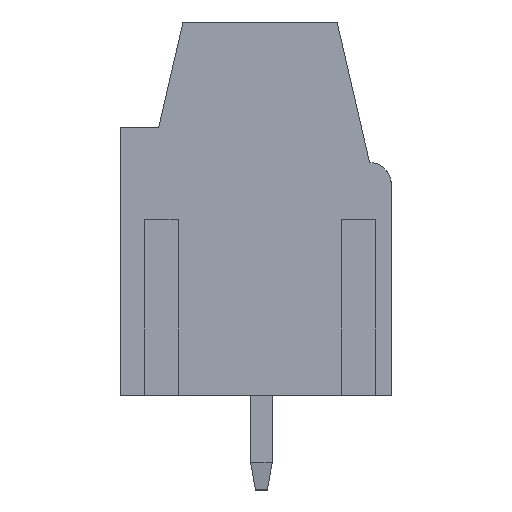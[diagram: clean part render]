
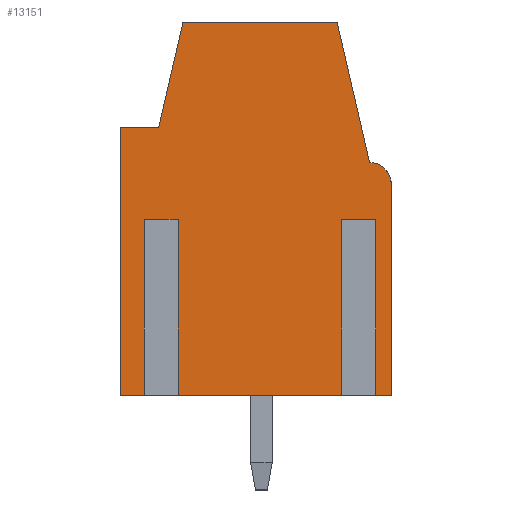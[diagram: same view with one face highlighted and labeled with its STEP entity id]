
A CAD part, left-side view. The second image highlights one B-rep face of the part: STEP entity #13151.
In plain terms, the highlighted planar face has unit normal (-1, 0, 0).
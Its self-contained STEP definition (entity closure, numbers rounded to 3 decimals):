
#13058=AXIS2_PLACEMENT_3D('Plane Axis2P3D',#13055,#13056,#13057) ;
#11867=CARTESIAN_POINT('Vertex',(0.55,10.,13.4)) ;
#11951=CARTESIAN_POINT('Vertex',(0.55,10.,3.5)) ;
#11954=CARTESIAN_POINT('Line Origine',(0.55,10.,8.45)) ;
#12011=CARTESIAN_POINT('Vertex',(0.55,7.7,17.3)) ;
#12060=CARTESIAN_POINT('Vertex',(0.55,8.6,13.4)) ;
#12063=CARTESIAN_POINT('Line Origine',(0.55,8.15,15.35)) ;
#12132=CARTESIAN_POINT('Line Origine',(0.55,9.3,13.4)) ;
#12482=CARTESIAN_POINT('Vertex',(0.55,0.,3.5)) ;
#12485=CARTESIAN_POINT('Line Origine',(0.55,0.447,3.5)) ;
#12489=CARTESIAN_POINT('Vertex',(0.55,0.894,3.5)) ;
#12510=CARTESIAN_POINT('Vertex',(0.55,1.506,3.5)) ;
#12513=CARTESIAN_POINT('Line Origine',(0.55,4.85,3.5)) ;
#12517=CARTESIAN_POINT('Vertex',(0.55,8.194,3.5)) ;
#12538=CARTESIAN_POINT('Vertex',(0.55,8.806,3.5)) ;
#12541=CARTESIAN_POINT('Line Origine',(0.55,9.403,3.5)) ;
#13055=CARTESIAN_POINT('Axis2P3D Location',(0.55,10.,0.)) ;
#13060=CARTESIAN_POINT('Line Origine',(0.55,1.506,6.75)) ;
#13064=CARTESIAN_POINT('Vertex',(0.55,1.506,10.)) ;
#13067=CARTESIAN_POINT('Line Origine',(0.55,1.2,10.)) ;
#13071=CARTESIAN_POINT('Vertex',(0.55,0.894,10.)) ;
#13074=CARTESIAN_POINT('Line Origine',(0.55,0.894,6.75)) ;
#13079=CARTESIAN_POINT('Line Origine',(0.55,0.,7.4)) ;
#13083=CARTESIAN_POINT('Vertex',(0.55,0.,11.3)) ;
#13087=CARTESIAN_POINT('Control Point',(0.55,0.8,12.1)) ;
#13088=CARTESIAN_POINT('Control Point',(0.55,0.712,12.1)) ;
#13089=CARTESIAN_POINT('Control Point',(0.55,0.625,12.088)) ;
#13090=CARTESIAN_POINT('Control Point',(0.55,0.539,12.064)) ;
#13091=CARTESIAN_POINT('Control Point',(0.55,0.377,11.993)) ;
#13092=CARTESIAN_POINT('Control Point',(0.55,0.24,11.881)) ;
#13093=CARTESIAN_POINT('Control Point',(0.55,0.18,11.816)) ;
#13094=CARTESIAN_POINT('Control Point',(0.55,0.085,11.681)) ;
#13095=CARTESIAN_POINT('Control Point',(0.55,0.027,11.527)) ;
#13096=CARTESIAN_POINT('Control Point',(0.55,0.009,11.452)) ;
#13097=CARTESIAN_POINT('Control Point',(0.55,0.,11.376)) ;
#13098=CARTESIAN_POINT('Control Point',(0.55,0.,11.3)) ;
#13099=CARTESIAN_POINT('Vertex',(0.55,0.8,12.1)) ;
#13102=CARTESIAN_POINT('Line Origine',(0.55,1.4,14.7)) ;
#13106=CARTESIAN_POINT('Vertex',(0.55,2.001,17.3)) ;
#13109=CARTESIAN_POINT('Line Origine',(0.55,4.85,17.3)) ;
#13114=CARTESIAN_POINT('Line Origine',(0.55,8.806,6.75)) ;
#13118=CARTESIAN_POINT('Vertex',(0.55,8.806,10.)) ;
#13121=CARTESIAN_POINT('Line Origine',(0.55,8.5,10.)) ;
#13125=CARTESIAN_POINT('Vertex',(0.55,8.194,10.)) ;
#13128=CARTESIAN_POINT('Line Origine',(0.55,8.194,6.75)) ;
#11955=DIRECTION('Vector Direction',(0.,0.,1.)) ;
#12064=DIRECTION('Vector Direction',(0.,-0.225,0.974)) ;
#12133=DIRECTION('Vector Direction',(0.,-1.,0.)) ;
#12486=DIRECTION('Vector Direction',(0.,1.,0.)) ;
#12514=DIRECTION('Vector Direction',(0.,1.,0.)) ;
#12542=DIRECTION('Vector Direction',(0.,1.,0.)) ;
#13056=DIRECTION('Axis2P3D Direction',(1.,0.,0.)) ;
#13057=DIRECTION('Axis2P3D XDirection',(0.,0.,-1.)) ;
#13061=DIRECTION('Vector Direction',(0.,0.,1.)) ;
#13068=DIRECTION('Vector Direction',(0.,1.,0.)) ;
#13075=DIRECTION('Vector Direction',(0.,0.,1.)) ;
#13080=DIRECTION('Vector Direction',(0.,0.,-1.)) ;
#13103=DIRECTION('Vector Direction',(0.,-0.225,-0.974)) ;
#13110=DIRECTION('Vector Direction',(0.,-1.,0.)) ;
#13115=DIRECTION('Vector Direction',(0.,0.,1.)) ;
#13122=DIRECTION('Vector Direction',(0.,1.,0.)) ;
#13129=DIRECTION('Vector Direction',(0.,0.,1.)) ;
#11956=VECTOR('Line Direction',#11955,1.) ;
#12065=VECTOR('Line Direction',#12064,1.) ;
#12134=VECTOR('Line Direction',#12133,1.) ;
#12487=VECTOR('Line Direction',#12486,1.) ;
#12515=VECTOR('Line Direction',#12514,1.) ;
#12543=VECTOR('Line Direction',#12542,1.) ;
#13062=VECTOR('Line Direction',#13061,1.) ;
#13069=VECTOR('Line Direction',#13068,1.) ;
#13076=VECTOR('Line Direction',#13075,1.) ;
#13081=VECTOR('Line Direction',#13080,1.) ;
#13104=VECTOR('Line Direction',#13103,1.) ;
#13111=VECTOR('Line Direction',#13110,1.) ;
#13116=VECTOR('Line Direction',#13115,1.) ;
#13123=VECTOR('Line Direction',#13122,1.) ;
#13130=VECTOR('Line Direction',#13129,1.) ;
#13134=ORIENTED_EDGE('',*,*,#13066,.T.) ;
#13135=ORIENTED_EDGE('',*,*,#13073,.F.) ;
#13136=ORIENTED_EDGE('',*,*,#13078,.F.) ;
#13137=ORIENTED_EDGE('',*,*,#12491,.F.) ;
#13138=ORIENTED_EDGE('',*,*,#13085,.F.) ;
#13139=ORIENTED_EDGE('',*,*,#13101,.F.) ;
#13140=ORIENTED_EDGE('',*,*,#13108,.F.) ;
#13141=ORIENTED_EDGE('',*,*,#13113,.F.) ;
#13142=ORIENTED_EDGE('',*,*,#12067,.F.) ;
#13143=ORIENTED_EDGE('',*,*,#12136,.F.) ;
#13144=ORIENTED_EDGE('',*,*,#11958,.F.) ;
#13145=ORIENTED_EDGE('',*,*,#12545,.F.) ;
#13146=ORIENTED_EDGE('',*,*,#13120,.T.) ;
#13147=ORIENTED_EDGE('',*,*,#13127,.F.) ;
#13148=ORIENTED_EDGE('',*,*,#13132,.F.) ;
#13149=ORIENTED_EDGE('',*,*,#12519,.F.) ;
#13151=ADVANCED_FACE('HOUSING',(#13150),#13059,.F.) ;
#13086=B_SPLINE_CURVE_WITH_KNOTS('',5,(#13087,#13088,#13089,#13090,#13091,#13092,#13093,#13094,#13095,#13096,#13097,#13098),.UNSPECIFIED.,.F.,.U.,(6,3,3,6),(0.,0.621,1.243,1.782),.UNSPECIFIED.) ;
#11958=EDGE_CURVE('',#11952,#11868,#11957,.T.) ;
#12067=EDGE_CURVE('',#12061,#12012,#12066,.T.) ;
#12136=EDGE_CURVE('',#11868,#12061,#12135,.T.) ;
#12491=EDGE_CURVE('',#12483,#12490,#12488,.T.) ;
#12519=EDGE_CURVE('',#12511,#12518,#12516,.T.) ;
#12545=EDGE_CURVE('',#12539,#11952,#12544,.T.) ;
#13066=EDGE_CURVE('',#12511,#13065,#13063,.T.) ;
#13073=EDGE_CURVE('',#13072,#13065,#13070,.T.) ;
#13078=EDGE_CURVE('',#12490,#13072,#13077,.T.) ;
#13085=EDGE_CURVE('',#13084,#12483,#13082,.T.) ;
#13101=EDGE_CURVE('',#13100,#13084,#13086,.T.) ;
#13108=EDGE_CURVE('',#13107,#13100,#13105,.T.) ;
#13113=EDGE_CURVE('',#12012,#13107,#13112,.T.) ;
#13120=EDGE_CURVE('',#12539,#13119,#13117,.T.) ;
#13127=EDGE_CURVE('',#13126,#13119,#13124,.T.) ;
#13132=EDGE_CURVE('',#12518,#13126,#13131,.T.) ;
#13133=EDGE_LOOP('',(#13134,#13135,#13136,#13137,#13138,#13139,#13140,#13141,#13142,#13143,#13144,#13145,#13146,#13147,#13148,#13149)) ;
#13150=FACE_OUTER_BOUND('',#13133,.T.) ;
#11957=LINE('Line',#11954,#11956) ;
#12066=LINE('Line',#12063,#12065) ;
#12135=LINE('Line',#12132,#12134) ;
#12488=LINE('Line',#12485,#12487) ;
#12516=LINE('Line',#12513,#12515) ;
#12544=LINE('Line',#12541,#12543) ;
#13063=LINE('Line',#13060,#13062) ;
#13070=LINE('Line',#13067,#13069) ;
#13077=LINE('Line',#13074,#13076) ;
#13082=LINE('Line',#13079,#13081) ;
#13105=LINE('Line',#13102,#13104) ;
#13112=LINE('Line',#13109,#13111) ;
#13117=LINE('Line',#13114,#13116) ;
#13124=LINE('Line',#13121,#13123) ;
#13131=LINE('Line',#13128,#13130) ;
#13059=PLANE('',#13058) ;
#11868=VERTEX_POINT('',#11867) ;
#11952=VERTEX_POINT('',#11951) ;
#12012=VERTEX_POINT('',#12011) ;
#12061=VERTEX_POINT('',#12060) ;
#12483=VERTEX_POINT('',#12482) ;
#12490=VERTEX_POINT('',#12489) ;
#12511=VERTEX_POINT('',#12510) ;
#12518=VERTEX_POINT('',#12517) ;
#12539=VERTEX_POINT('',#12538) ;
#13065=VERTEX_POINT('',#13064) ;
#13072=VERTEX_POINT('',#13071) ;
#13084=VERTEX_POINT('',#13083) ;
#13100=VERTEX_POINT('',#13099) ;
#13107=VERTEX_POINT('',#13106) ;
#13119=VERTEX_POINT('',#13118) ;
#13126=VERTEX_POINT('',#13125) ;
